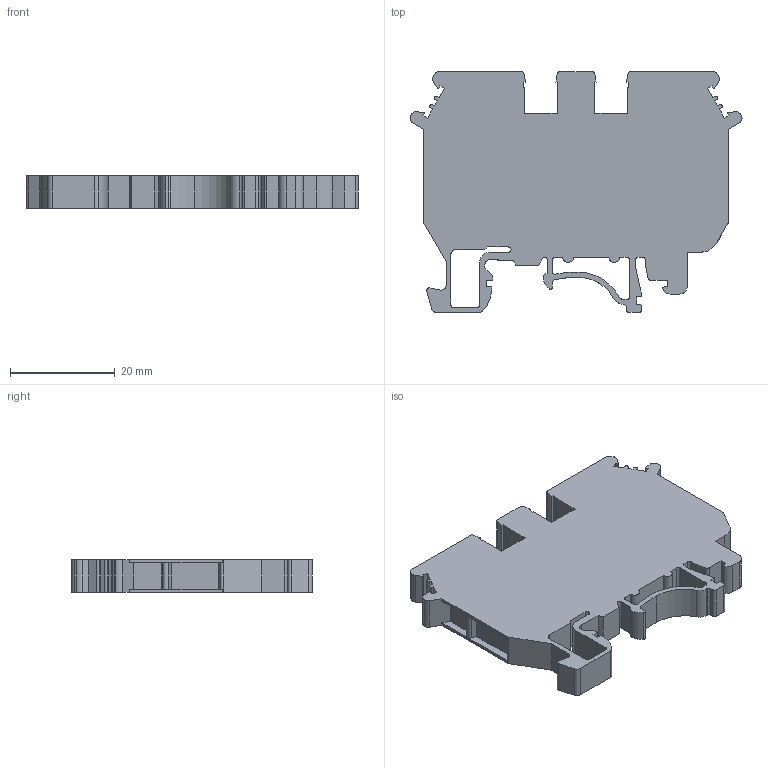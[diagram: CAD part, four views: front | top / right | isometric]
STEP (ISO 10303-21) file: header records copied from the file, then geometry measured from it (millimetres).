
FILE_DESCRIPTION((''),'2;1');
FILE_NAME('UKJ-4','2021-06-16T',('Administrator'),(''),'PRO/ENGINEER BY PARAMETRIC TECHNOLOGY CORPORATION, 2013230','PRO/ENGINEER BY PARAMETRIC TECHNOLOGY CORPORATION, 2013230','');
FILE_SCHEMA(('CONFIG_CONTROL_DESIGN'));
Length unit declared in the file: millimetre
Products named in the file (1): UKJ-4
Bounding box: 63.43 x 46 x 6.2 mm (x, y, z)
Volume: 12230.2 mm3; surface area: 6824.3 mm2
Topology: 1 solids, 1 shells, 208 faces, 600 edges, 398 vertices
Faces by surface type: plane 138, cylinder 70
Entity records: 6870 total; most frequent: CARTESIAN_POINT 1206, ORIENTED_EDGE 1200, DIRECTION 1164, EDGE_CURVE 600, VECTOR 452, LINE 452, VERTEX_POINT 398, AXIS2_PLACEMENT_3D 356
